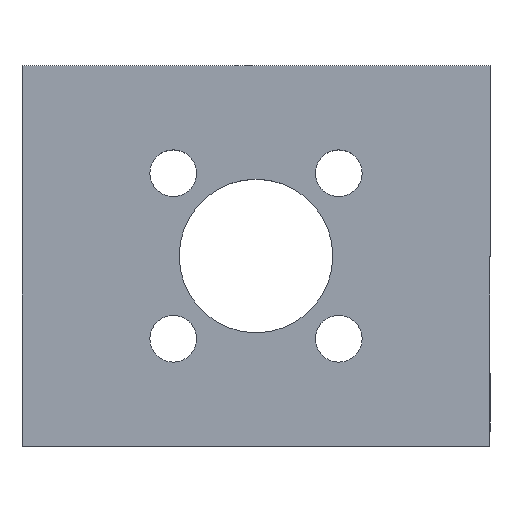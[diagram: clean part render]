
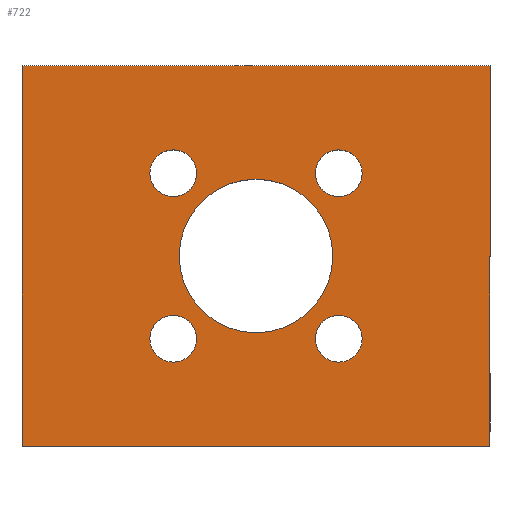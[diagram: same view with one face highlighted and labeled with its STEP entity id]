
A CAD part, top view. The second image highlights one B-rep face of the part: STEP entity #722.
In plain terms, the highlighted planar face has unit normal (0, 0, 1).
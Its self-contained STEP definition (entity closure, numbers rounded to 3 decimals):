
#4 = EDGE_CURVE ( 'NONE', #1657, #1291, #1442, .T. ) ;
#38 = VERTEX_POINT ( 'NONE', #932 ) ;
#48 = AXIS2_PLACEMENT_3D ( 'NONE', #578, #949, #450 ) ;
#106 = DIRECTION ( 'NONE',  ( 0., 0., 1. ) ) ;
#109 = DIRECTION ( 'NONE',  ( 0., 0., 1. ) ) ;
#119 = DIRECTION ( 'NONE',  ( 1., 0., 0. ) ) ;
#121 = DIRECTION ( 'NONE',  ( 0., 0., 1. ) ) ;
#130 = DIRECTION ( 'NONE',  ( 0., 0., 1. ) ) ;
#144 = CARTESIAN_POINT ( 'NONE',  ( 16., -13., 4.5 ) ) ;
#151 = AXIS2_PLACEMENT_3D ( 'NONE', #1170, #130, #119 ) ;
#155 = CIRCLE ( 'NONE', #1014, 5.25 ) ;
#174 = DIRECTION ( 'NONE',  ( 0., 0., -1. ) ) ;
#181 = EDGE_LOOP ( 'NONE', ( #550, #916 ) ) ;
#193 = EDGE_CURVE ( 'NONE', #1665, #985, #662, .T. ) ;
#202 = CARTESIAN_POINT ( 'NONE',  ( -7.257, 5.657, 4.5 ) ) ;
#207 = EDGE_LOOP ( 'NONE', ( #394, #276 ) ) ;
#221 = VERTEX_POINT ( 'NONE', #1345 ) ;
#227 = AXIS2_PLACEMENT_3D ( 'NONE', #472, #109, #1661 ) ;
#234 = VECTOR ( 'NONE', #674, 1000. ) ;
#251 = EDGE_LOOP ( 'NONE', ( #1131, #1377 ) ) ;
#276 = ORIENTED_EDGE ( 'NONE', *, *, #4, .F. ) ;
#300 = EDGE_CURVE ( 'NONE', #751, #221, #155, .T. ) ;
#311 = DIRECTION ( 'NONE',  ( 1., 0., 0. ) ) ;
#316 = FACE_BOUND ( 'NONE', #616, .T. ) ;
#324 = CARTESIAN_POINT ( 'NONE',  ( 0., 0., 4.5 ) ) ;
#332 = AXIS2_PLACEMENT_3D ( 'NONE', #1597, #438, #962 ) ;
#333 = CARTESIAN_POINT ( 'NONE',  ( 5.657, 5.657, 4.5 ) ) ;
#349 = ORIENTED_EDGE ( 'NONE', *, *, #300, .F. ) ;
#390 = EDGE_CURVE ( 'NONE', #1529, #759, #1232, .T. ) ;
#394 = ORIENTED_EDGE ( 'NONE', *, *, #957, .F. ) ;
#410 = AXIS2_PLACEMENT_3D ( 'NONE', #333, #1216, #311 ) ;
#421 = DIRECTION ( 'NONE',  ( -1., 0., 0. ) ) ;
#438 = DIRECTION ( 'NONE',  ( 0., 0., 1. ) ) ;
#450 = DIRECTION ( 'NONE',  ( 1., 0., 0. ) ) ;
#451 = EDGE_CURVE ( 'NONE', #985, #1665, #1523, .T. ) ;
#468 = AXIS2_PLACEMENT_3D ( 'NONE', #1262, #106, #590 ) ;
#471 = CARTESIAN_POINT ( 'NONE',  ( -7.257, -5.657, 4.5 ) ) ;
#472 = CARTESIAN_POINT ( 'NONE',  ( -5.657, -5.657, 4.5 ) ) ;
#485 = CARTESIAN_POINT ( 'NONE',  ( 7.257, 5.657, 4.5 ) ) ;
#488 = CIRCLE ( 'NONE', #48, 5.25 ) ;
#489 = EDGE_LOOP ( 'NONE', ( #1146, #546 ) ) ;
#496 = CARTESIAN_POINT ( 'NONE',  ( 4.057, -5.657, 4.5 ) ) ;
#509 = VERTEX_POINT ( 'NONE', #802 ) ;
#540 = CARTESIAN_POINT ( 'NONE',  ( -16., 11., 4.5 ) ) ;
#546 = ORIENTED_EDGE ( 'NONE', *, *, #1401, .F. ) ;
#548 = DIRECTION ( 'NONE',  ( 1., 0., 0. ) ) ;
#550 = ORIENTED_EDGE ( 'NONE', *, *, #390, .F. ) ;
#558 = CARTESIAN_POINT ( 'NONE',  ( -16., 13., 4.5 ) ) ;
#561 = CARTESIAN_POINT ( 'NONE',  ( -5.657, 5.657, 4.5 ) ) ;
#568 = ORIENTED_EDGE ( 'NONE', *, *, #1380, .T. ) ;
#576 = EDGE_CURVE ( 'NONE', #509, #1288, #664, .T. ) ;
#577 = FACE_OUTER_BOUND ( 'NONE', #1469, .T. ) ;
#578 = CARTESIAN_POINT ( 'NONE',  ( 0., 0., 4.5 ) ) ;
#590 = DIRECTION ( 'NONE',  ( 1., 0., 0. ) ) ;
#598 = EDGE_CURVE ( 'NONE', #1673, #864, #1586, .T. ) ;
#604 = CIRCLE ( 'NONE', #468, 1.6 ) ;
#616 = EDGE_LOOP ( 'NONE', ( #349, #1168 ) ) ;
#635 = EDGE_CURVE ( 'NONE', #759, #1529, #1656, .T. ) ;
#645 = VERTEX_POINT ( 'NONE', #202 ) ;
#662 = CIRCLE ( 'NONE', #878, 1.6 ) ;
#664 = LINE ( 'NONE', #1404, #1138 ) ;
#674 = DIRECTION ( 'NONE',  ( 0., -1., 0. ) ) ;
#705 = CARTESIAN_POINT ( 'NONE',  ( -16., 13., 4.5 ) ) ;
#714 = CARTESIAN_POINT ( 'NONE',  ( -5.25, 0., 4.5 ) ) ;
#722 = ADVANCED_FACE ( 'NONE', ( #577, #1082, #834, #987, #1624, #316 ), #1616, .F. ) ;
#751 = VERTEX_POINT ( 'NONE', #714 ) ;
#754 = CARTESIAN_POINT ( 'NONE',  ( 7.257, -5.657, 4.5 ) ) ;
#759 = VERTEX_POINT ( 'NONE', #1236 ) ;
#790 = DIRECTION ( 'NONE',  ( 1., 0., 0. ) ) ;
#802 = CARTESIAN_POINT ( 'NONE',  ( -16., -13., 4.5 ) ) ;
#823 = DIRECTION ( 'NONE',  ( 0., 0., 1. ) ) ;
#834 = FACE_BOUND ( 'NONE', #207, .T. ) ;
#835 = AXIS2_PLACEMENT_3D ( 'NONE', #561, #823, #1081 ) ;
#844 = DIRECTION ( 'NONE',  ( -1., 0., 0. ) ) ;
#847 = EDGE_CURVE ( 'NONE', #221, #751, #488, .T. ) ;
#864 = VERTEX_POINT ( 'NONE', #705 ) ;
#878 = AXIS2_PLACEMENT_3D ( 'NONE', #1567, #922, #790 ) ;
#908 = AXIS2_PLACEMENT_3D ( 'NONE', #1633, #121, #1662 ) ;
#916 = ORIENTED_EDGE ( 'NONE', *, *, #635, .F. ) ;
#922 = DIRECTION ( 'NONE',  ( 0., 0., 1. ) ) ;
#932 = CARTESIAN_POINT ( 'NONE',  ( -4.057, 5.657, 4.5 ) ) ;
#949 = DIRECTION ( 'NONE',  ( 0., 0., 1. ) ) ;
#957 = EDGE_CURVE ( 'NONE', #1291, #1657, #1420, .T. ) ;
#962 = DIRECTION ( 'NONE',  ( 1., 0., 0. ) ) ;
#976 = CARTESIAN_POINT ( 'NONE',  ( 16., -11., 4.5 ) ) ;
#985 = VERTEX_POINT ( 'NONE', #496 ) ;
#987 = FACE_BOUND ( 'NONE', #251, .T. ) ;
#1014 = AXIS2_PLACEMENT_3D ( 'NONE', #1076, #1485, #1603 ) ;
#1030 = EDGE_CURVE ( 'NONE', #645, #38, #604, .T. ) ;
#1031 = ORIENTED_EDGE ( 'NONE', *, *, #598, .T. ) ;
#1056 = ORIENTED_EDGE ( 'NONE', *, *, #1093, .T. ) ;
#1061 = ORIENTED_EDGE ( 'NONE', *, *, #576, .T. ) ;
#1076 = CARTESIAN_POINT ( 'NONE',  ( 0., 0., 4.5 ) ) ;
#1078 = CIRCLE ( 'NONE', #835, 1.6 ) ;
#1081 = DIRECTION ( 'NONE',  ( 1., 0., 0. ) ) ;
#1082 = FACE_BOUND ( 'NONE', #489, .T. ) ;
#1093 = EDGE_CURVE ( 'NONE', #864, #509, #1305, .T. ) ;
#1131 = ORIENTED_EDGE ( 'NONE', *, *, #451, .F. ) ;
#1138 = VECTOR ( 'NONE', #548, 1000. ) ;
#1141 = CARTESIAN_POINT ( 'NONE',  ( 16., 13., 4.5 ) ) ;
#1146 = ORIENTED_EDGE ( 'NONE', *, *, #1030, .F. ) ;
#1168 = ORIENTED_EDGE ( 'NONE', *, *, #847, .F. ) ;
#1170 = CARTESIAN_POINT ( 'NONE',  ( 5.657, -5.657, 4.5 ) ) ;
#1201 = LINE ( 'NONE', #976, #1594 ) ;
#1216 = DIRECTION ( 'NONE',  ( 0., 0., 1. ) ) ;
#1232 = CIRCLE ( 'NONE', #227, 1.6 ) ;
#1236 = CARTESIAN_POINT ( 'NONE',  ( -4.057, -5.657, 4.5 ) ) ;
#1262 = CARTESIAN_POINT ( 'NONE',  ( -5.657, 5.657, 4.5 ) ) ;
#1288 = VERTEX_POINT ( 'NONE', #144 ) ;
#1291 = VERTEX_POINT ( 'NONE', #1607 ) ;
#1305 = LINE ( 'NONE', #540, #234 ) ;
#1321 = DIRECTION ( 'NONE',  ( 0., 1., 0. ) ) ;
#1345 = CARTESIAN_POINT ( 'NONE',  ( 5.25, 0., 4.5 ) ) ;
#1361 = VECTOR ( 'NONE', #421, 1000. ) ;
#1377 = ORIENTED_EDGE ( 'NONE', *, *, #193, .F. ) ;
#1380 = EDGE_CURVE ( 'NONE', #1288, #1673, #1201, .T. ) ;
#1401 = EDGE_CURVE ( 'NONE', #38, #645, #1078, .T. ) ;
#1404 = CARTESIAN_POINT ( 'NONE',  ( 16., -13., 4.5 ) ) ;
#1420 = CIRCLE ( 'NONE', #908, 1.6 ) ;
#1442 = CIRCLE ( 'NONE', #410, 1.6 ) ;
#1469 = EDGE_LOOP ( 'NONE', ( #1056, #1061, #568, #1031 ) ) ;
#1485 = DIRECTION ( 'NONE',  ( 0., 0., 1. ) ) ;
#1497 = AXIS2_PLACEMENT_3D ( 'NONE', #324, #174, #844 ) ;
#1523 = CIRCLE ( 'NONE', #151, 1.6 ) ;
#1529 = VERTEX_POINT ( 'NONE', #471 ) ;
#1567 = CARTESIAN_POINT ( 'NONE',  ( 5.657, -5.657, 4.5 ) ) ;
#1586 = LINE ( 'NONE', #558, #1361 ) ;
#1594 = VECTOR ( 'NONE', #1321, 1000. ) ;
#1597 = CARTESIAN_POINT ( 'NONE',  ( -5.657, -5.657, 4.5 ) ) ;
#1603 = DIRECTION ( 'NONE',  ( 1., 0., 0. ) ) ;
#1607 = CARTESIAN_POINT ( 'NONE',  ( 4.057, 5.657, 4.5 ) ) ;
#1616 = PLANE ( 'NONE',  #1497 ) ;
#1624 = FACE_BOUND ( 'NONE', #181, .T. ) ;
#1633 = CARTESIAN_POINT ( 'NONE',  ( 5.657, 5.657, 4.5 ) ) ;
#1656 = CIRCLE ( 'NONE', #332, 1.6 ) ;
#1657 = VERTEX_POINT ( 'NONE', #485 ) ;
#1661 = DIRECTION ( 'NONE',  ( 1., 0., 0. ) ) ;
#1662 = DIRECTION ( 'NONE',  ( 1., 0., 0. ) ) ;
#1665 = VERTEX_POINT ( 'NONE', #754 ) ;
#1673 = VERTEX_POINT ( 'NONE', #1141 ) ;
